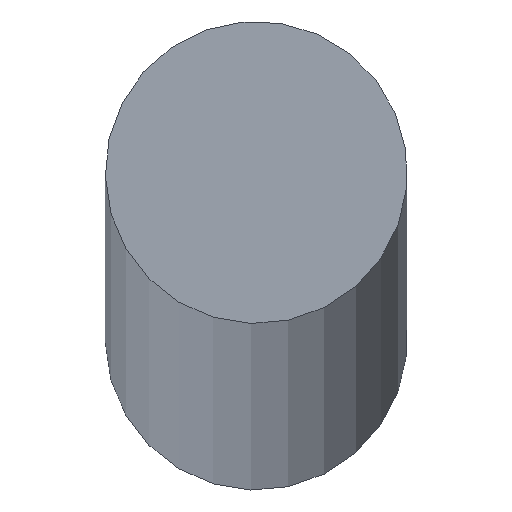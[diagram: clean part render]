
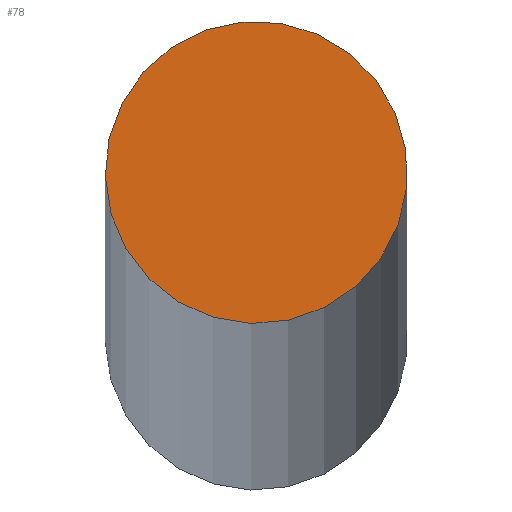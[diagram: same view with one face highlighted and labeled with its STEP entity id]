
A CAD part, top view. The second image highlights one B-rep face of the part: STEP entity #78.
In plain terms, the highlighted face is planar.
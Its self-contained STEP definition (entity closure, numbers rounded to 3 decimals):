
#26=PLANE('',#72);
#30=ORIENTED_EDGE('',*,*,#36,.T.);
#32=CIRCLE('',#70,4.75);
#34=VERTEX_POINT('',#61);
#36=EDGE_CURVE('',#34,#34,#32,.T.);
#40=EDGE_LOOP('',(#30));
#44=FACE_BOUND('',#40,.T.);
#48=DIRECTION('',(-1.,0.,0.));
#49=DIRECTION('',(0.,0.717,4.696));
#52=DIRECTION('',(-1.,0.,0.));
#53=DIRECTION('',(0.,1.,0.));
#61=CARTESIAN_POINT('',(0.,0.717,4.696));
#62=CARTESIAN_POINT('',(0.,0.,0.));
#65=CARTESIAN_POINT('',(0.,0.717,4.696));
#70=AXIS2_PLACEMENT_3D('',#62,#48,#49);
#72=AXIS2_PLACEMENT_3D('',#65,#52,#53);
#78=ADVANCED_FACE('',(#44),#26,.T.);
